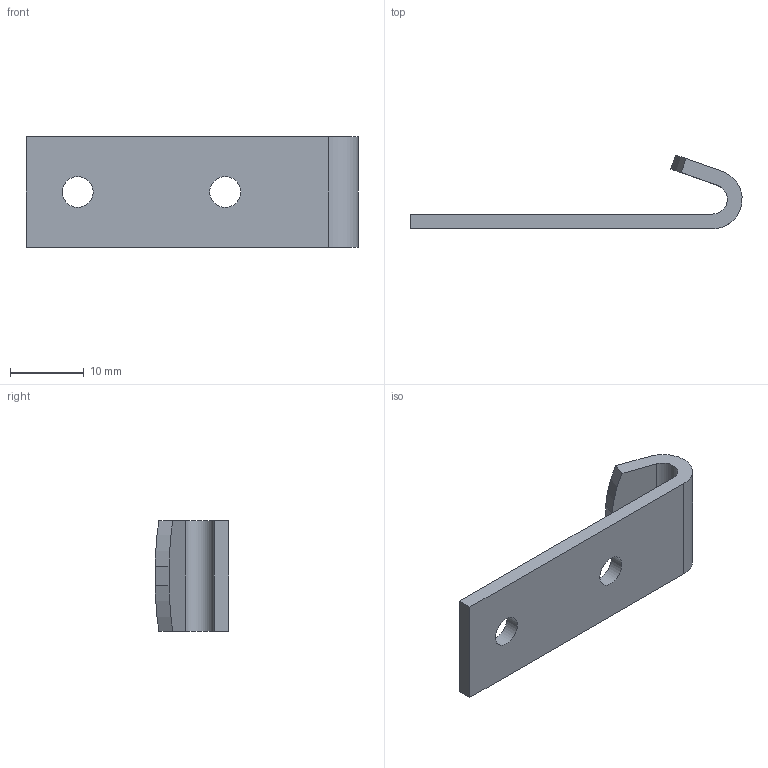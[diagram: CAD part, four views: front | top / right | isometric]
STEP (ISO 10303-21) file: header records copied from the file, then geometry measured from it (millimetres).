
FILE_DESCRIPTION( ( 'STEP AP214' ), '1' );
FILE_NAME( 'K0044.9242451.stp', '2019-05-29T13:06:32', ( '' ), ( '' ), ' ', 'PARTsolutions', ' ' );
FILE_SCHEMA( ( 'AUTOMOTIVE_DESIGN { 1 0 10303 214 1 1 1 1 }' ) );
Length unit declared in the file: millimetre
Products named in the file (2): K0044.9242451; _K0044_gegenhaken_6
Assembly tree (1 placements, depth 2):
  K0044.9242451
    _K0044_gegenhaken_6
Bounding box: 44.99 x 10 x 15 mm (x, y, z)
Volume: 1614.1 mm3; surface area: 1946.2 mm2
Topology: 1 solids, 1 shells, 14 faces, 38 edges, 26 vertices
Faces by surface type: plane 8, cylinder 6
Full cylindrical faces by diameter (mm): 4.2 x2
Entity records: 580 total; most frequent: DIRECTION 78, CARTESIAN_POINT 74, ORIENTED_EDGE 68, EDGE_CURVE 34, AXIS2_PLACEMENT_3D 28, VERTEX_POINT 24, LINE 22, VECTOR 22
